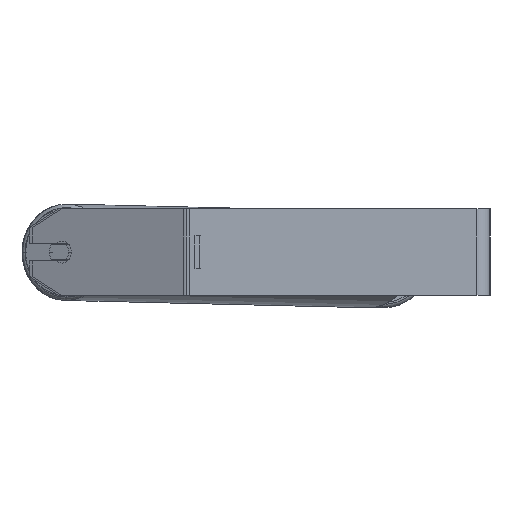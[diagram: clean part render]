
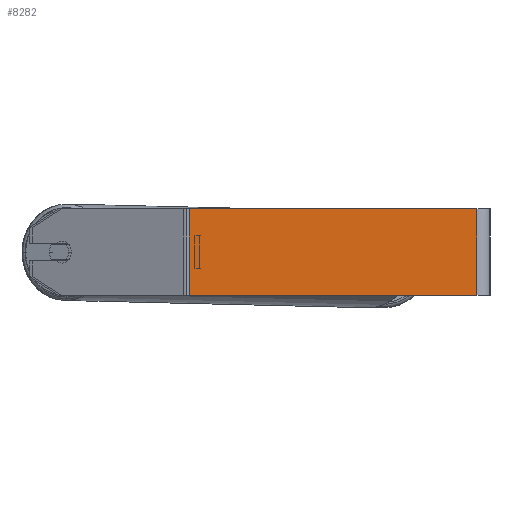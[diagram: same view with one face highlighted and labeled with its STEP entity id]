
A CAD part, left-side view. The second image highlights one B-rep face of the part: STEP entity #8282.
In plain terms, the highlighted planar face has unit normal (-1, 0, 0).
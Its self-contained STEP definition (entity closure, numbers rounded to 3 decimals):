
#14 = EDGE_LOOP ( 'NONE', ( #5270, #6408, #1749, #344 ) ) ;
#262 = DIRECTION ( 'NONE',  ( 0., -1., 0. ) ) ;
#324 = CARTESIAN_POINT ( 'NONE',  ( -1045., 12., -40. ) ) ;
#344 = ORIENTED_EDGE ( 'NONE', *, *, #7204, .T. ) ;
#380 = DIRECTION ( 'NONE',  ( 0., 0., -1. ) ) ;
#637 = VERTEX_POINT ( 'NONE', #2548 ) ;
#877 = LINE ( 'NONE', #5552, #7681 ) ;
#1160 = VECTOR ( 'NONE', #1924, 1000. ) ;
#1221 = CARTESIAN_POINT ( 'NONE',  ( -1045., 12., 40. ) ) ;
#1229 = VECTOR ( 'NONE', #1584, 1000. ) ;
#1282 = EDGE_CURVE ( 'NONE', #637, #1400, #4629, .T. ) ;
#1400 = VERTEX_POINT ( 'NONE', #2796 ) ;
#1584 = DIRECTION ( 'NONE',  ( 0., 0., -1. ) ) ;
#1715 = CARTESIAN_POINT ( 'NONE',  ( -1045., 280.465, 40. ) ) ;
#1749 = ORIENTED_EDGE ( 'NONE', *, *, #1282, .F. ) ;
#1802 = EDGE_CURVE ( 'NONE', #7949, #8710, #877, .T. ) ;
#1875 = VECTOR ( 'NONE', #5285, 1000. ) ;
#1924 = DIRECTION ( 'NONE',  ( 0., -1., 0. ) ) ;
#2251 = LINE ( 'NONE', #4956, #1229 ) ;
#2385 = PLANE ( 'NONE',  #2671 ) ;
#2548 = CARTESIAN_POINT ( 'NONE',  ( -1045., 277.805, 40. ) ) ;
#2671 = AXIS2_PLACEMENT_3D ( 'NONE', #1715, #3751, #380 ) ;
#2796 = CARTESIAN_POINT ( 'NONE',  ( -1045., 12., 40. ) ) ;
#3568 = EDGE_CURVE ( 'NONE', #1400, #8710, #3806, .T. ) ;
#3751 = DIRECTION ( 'NONE',  ( 1., 0., 0. ) ) ;
#3806 = LINE ( 'NONE', #1221, #1875 ) ;
#4629 = LINE ( 'NONE', #4719, #1160 ) ;
#4719 = CARTESIAN_POINT ( 'NONE',  ( -1045., 280.465, 40. ) ) ;
#4956 = CARTESIAN_POINT ( 'NONE',  ( -1045., 277.805, 40. ) ) ;
#5270 = ORIENTED_EDGE ( 'NONE', *, *, #1802, .T. ) ;
#5285 = DIRECTION ( 'NONE',  ( 0., 0., -1. ) ) ;
#5552 = CARTESIAN_POINT ( 'NONE',  ( -1045., 280.465, -40. ) ) ;
#6408 = ORIENTED_EDGE ( 'NONE', *, *, #3568, .F. ) ;
#7204 = EDGE_CURVE ( 'NONE', #637, #7949, #2251, .T. ) ;
#7681 = VECTOR ( 'NONE', #262, 1000. ) ;
#7771 = FACE_OUTER_BOUND ( 'NONE', #14, .T. ) ;
#7949 = VERTEX_POINT ( 'NONE', #8761 ) ;
#8282 = ADVANCED_FACE ( 'NONE', ( #7771 ), #2385, .F. ) ;
#8710 = VERTEX_POINT ( 'NONE', #324 ) ;
#8761 = CARTESIAN_POINT ( 'NONE',  ( -1045., 277.805, -40. ) ) ;
